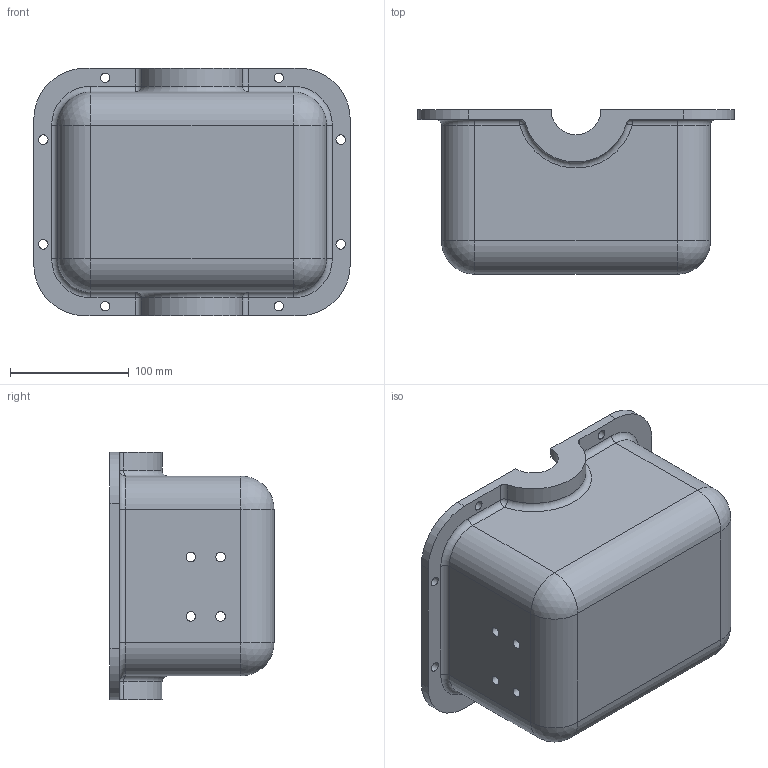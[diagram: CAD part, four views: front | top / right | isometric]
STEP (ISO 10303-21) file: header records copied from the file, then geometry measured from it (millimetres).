
FILE_DESCRIPTION(/* description */ (''),/* implementation_level */ '2;1');
FILE_NAME(/* name */ 'TopFinal v3.step',/* time_stamp */ '2022-03-02T02:28:33+03:00',/* author */ (''),/* organization */ (''),/* preprocessor_version */ 'ST-DEVELOPER v18.1',/* originating_system */ 'Autodesk Translation Framework v10.13.0.1454',/* authorisation */ '');
FILE_SCHEMA (('AUTOMOTIVE_DESIGN { 1 0 10303 214 3 1 1 }'));
Length unit declared in the file: millimetre
Products named in the file (1): TopFinal
Bounding box: 266 x 138 x 208 mm (x, y, z)
Volume: 1114204.6 mm3; surface area: 285420.3 mm2
Topology: 1 solids, 1 shells, 90 faces, 220 edges, 132 vertices
Faces by surface type: cylinder 52, plane 20, sphere 12, torus 6
Full cylindrical faces by diameter (mm): 8 x16
Entity records: 2750 total; most frequent: DIRECTION 516, CARTESIAN_POINT 443, ORIENTED_EDGE 440, EDGE_CURVE 220, AXIS2_PLACEMENT_3D 205, VERTEX_POINT 132, EDGE_LOOP 122, CIRCLE 114
